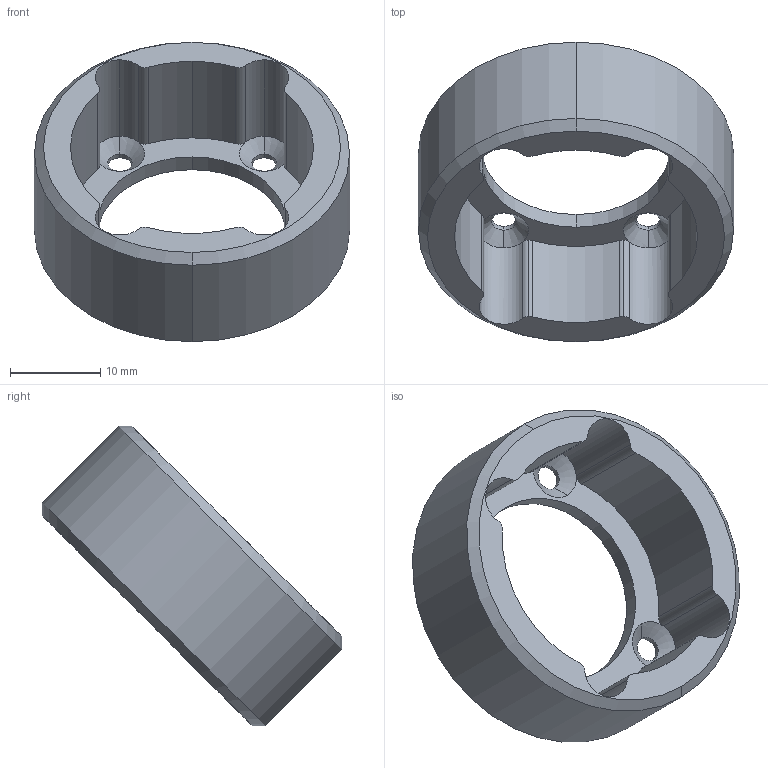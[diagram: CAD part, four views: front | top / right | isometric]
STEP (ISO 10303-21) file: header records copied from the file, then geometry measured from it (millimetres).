
FILE_DESCRIPTION (( 'STEP AP214' ), '1' );
FILE_NAME ('J5_Bearing_Housing.STEP', '2023-11-23T05:49:49', ( '' ), ( '' ), 'SwSTEP 2.0', 'SolidWorks 2022', '' );
FILE_SCHEMA (( 'AUTOMOTIVE_DESIGN' ));
Length unit declared in the file: millimetre
Products named in the file (1): J5_Bearing_Housing
Bounding box: 35 x 33.23 x 33.23 mm (x, y, z)
Volume: 5075.9 mm3; surface area: 3957.7 mm2
Topology: 1 solids, 1 shells, 48 faces, 125 edges, 76 vertices
Faces by surface type: cylinder 33, cone 12, plane 3
Entity records: 1547 total; most frequent: DIRECTION 303, ORIENTED_EDGE 250, CARTESIAN_POINT 250, AXIS2_PLACEMENT_3D 129, EDGE_CURVE 125, CIRCLE 80, VERTEX_POINT 76, EDGE_LOOP 55
